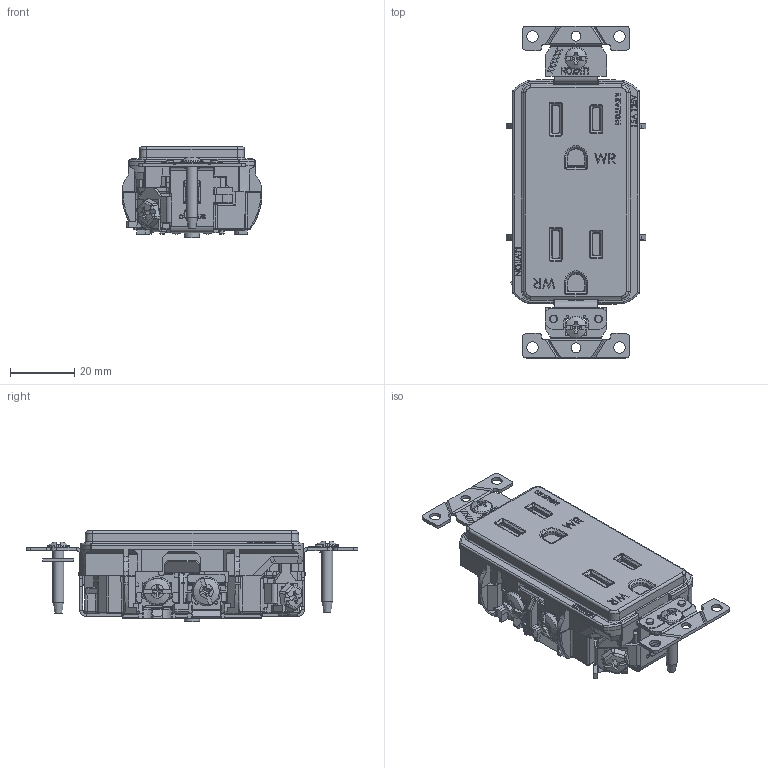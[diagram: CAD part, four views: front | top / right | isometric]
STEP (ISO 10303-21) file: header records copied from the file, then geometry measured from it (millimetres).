
FILE_DESCRIPTION (( 'STEP AP214' ), '1' );
FILE_NAME ('CATSTD-WDR15-00X-M01.STEP', '2020-10-27T14:12:53', ( '' ), ( '' ), 'SwSTEP 2.0', 'SolidWorks 2020', '' );
FILE_SCHEMA (( 'AUTOMOTIVE_DESIGN' ));
Length unit declared in the file: inch
Products named in the file (1): CATSTD-WDR15-00X-M01
Bounding box: 43.43 x 103.17 x 28.47 mm (x, y, z)
Volume: 54812.8 mm3; surface area: 28990.5 mm2
Topology: 6 solids, 93 shells, 5670 faces, 14842 edges, 9534 vertices
Faces by surface type: plane 3738, cylinder 942, bspline 775, cone 77, torus 73, sphere 65
Full cylindrical faces by diameter (mm): 0.889 x2, 1.016 x12, 1.397 x4, 2.184 x2, 2.286 x1, 2.413 x2, 2.54 x1, 2.858 x1, 3.048 x2, 3.175 x1, 3.378 x1, 3.404 x2, 3.505 x2, 3.556 x4, 3.734 x1, 3.783 x1, 3.81 x1, 3.988 x2, 4.064 x1, 4.166 x4, 4.699 x1, 4.826 x1, 4.953 x3, 5.842 x1, 6.858 x2
Entity records: 288122 total; most frequent: CARTESIAN_POINT 85956, ORIENTED_EDGE 29312, DIRECTION 23798, EDGE_CURVE 14656, LINE 10462, VECTOR 10462, VERTEX_POINT 9470, AXIS2_PLACEMENT_3D 6668
